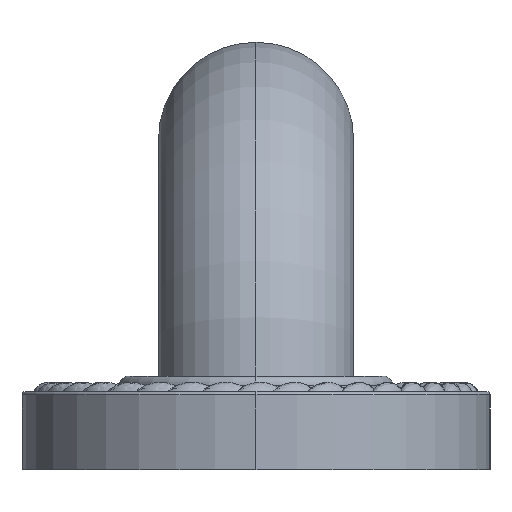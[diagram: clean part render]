
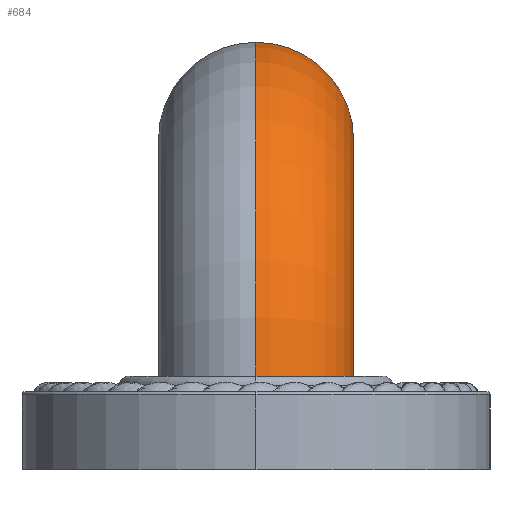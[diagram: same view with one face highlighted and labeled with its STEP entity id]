
A CAD part, left-side view. The second image highlights one B-rep face of the part: STEP entity #684.
In plain terms, the highlighted toroidal (fillet/blend) face has major radius 41.275 mm and minor radius 15.875 mm.
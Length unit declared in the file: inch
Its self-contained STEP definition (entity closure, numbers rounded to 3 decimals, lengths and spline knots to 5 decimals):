
#100=CARTESIAN_POINT('',(-9.62231,0.,0.6));
#132=CARTESIAN_POINT('',(-8.36893,0.,0.6));
#134=CARTESIAN_POINT('',(-7.375,0.,0.49));
#135=DIRECTION('',(0.,1.,0.));
#136=DIRECTION('',(-0.994,0.,0.11));
#137=AXIS2_PLACEMENT_3D('',#134,#135,#136);
#139=CARTESIAN_POINT('',(-8.36893,0.,0.6));
#140=CARTESIAN_POINT('',(-8.36893,-0.02179,0.6));
#141=CARTESIAN_POINT('',(-8.37121,-0.0651,0.6));
#142=CARTESIAN_POINT('',(-8.38145,-0.12972,0.6));
#143=CARTESIAN_POINT('',(-8.39837,-0.19275,0.6));
#144=CARTESIAN_POINT('',(-8.4219,-0.25393,0.6));
#145=CARTESIAN_POINT('',(-8.45162,-0.31217,0.6));
#146=CARTESIAN_POINT('',(-8.48747,-0.36729,0.6));
#147=CARTESIAN_POINT('',(-8.52874,-0.41818,0.6));
#148=CARTESIAN_POINT('',(-8.57537,-0.46475,0.6));
#149=CARTESIAN_POINT('',(-8.6264,-0.50603,0.6));
#150=CARTESIAN_POINT('',(-8.68175,-0.54194,0.6));
#151=CARTESIAN_POINT('',(-8.7403,-0.57175,0.6));
#152=CARTESIAN_POINT('',(-8.80189,-0.59538,0.6));
#153=CARTESIAN_POINT('',(-8.8654,-0.61239,0.6));
#154=CARTESIAN_POINT('',(-8.93047,-0.6227,0.6));
#155=CARTESIAN_POINT('',(-8.99616,-0.62614,0.6));
#156=CARTESIAN_POINT('',(-9.06183,-0.62272,0.6));
#157=CARTESIAN_POINT('',(-9.12682,-0.61244,0.6));
#158=CARTESIAN_POINT('',(-9.19022,-0.59548,0.6));
#159=CARTESIAN_POINT('',(-9.25166,-0.57192,0.6));
#160=CARTESIAN_POINT('',(-9.31005,-0.5422,0.6));
#161=CARTESIAN_POINT('',(-9.36523,-0.50639,0.6));
#162=CARTESIAN_POINT('',(-9.41611,-0.46523,0.6));
#163=CARTESIAN_POINT('',(-9.46261,-0.41876,0.6));
#164=CARTESIAN_POINT('',(-9.50379,-0.36794,0.6));
#165=CARTESIAN_POINT('',(-9.53959,-0.31286,0.6));
#166=CARTESIAN_POINT('',(-9.56929,-0.2546,0.6));
#167=CARTESIAN_POINT('',(-9.59282,-0.19332,0.6));
#168=CARTESIAN_POINT('',(-9.60976,-0.13014,0.6));
#169=CARTESIAN_POINT('',(-9.62003,-0.06533,0.6));
#170=CARTESIAN_POINT('',(-9.62231,-0.02187,0.6));
#171=CARTESIAN_POINT('',(-9.62231,0.,0.6));
#173=CARTESIAN_POINT('',(-7.375,0.,0.49));
#174=DIRECTION('',(0.,1.,0.));
#175=DIRECTION('',(-0.999,0.,0.049));
#176=AXIS2_PLACEMENT_3D('',#173,#174,#175);
#187=CARTESIAN_POINT('',(-7.375,0.,2.115));
#188=DIRECTION('',(1.,0.,0.));
#189=DIRECTION('',(0.,0.,1.));
#190=AXIS2_PLACEMENT_3D('',#187,#188,#189);
#582=CARTESIAN_POINT('',(-7.375,0.,1.49));
#583=CARTESIAN_POINT('',(-7.375,0.,2.74));
#584=VERTEX_POINT('',#582);
#585=VERTEX_POINT('',#583);
#590=VERTEX_POINT('',#100);
#591=VERTEX_POINT('',#132);
#671=CARTESIAN_POINT('',(-7.375,0.,0.49));
#672=DIRECTION('',(0.,1.,0.));
#673=DIRECTION('',(1.,0.,0.));
#674=AXIS2_PLACEMENT_3D('',#671,#672,#673);
#675=TOROIDAL_SURFACE('',#674,1.625,0.625);
#677=ORIENTED_EDGE('',*,*,#676,.T.);
#678=ORIENTED_EDGE('',*,*,#666,.T.);
#680=ORIENTED_EDGE('',*,*,#679,.T.);
#681=ORIENTED_EDGE('',*,*,#662,.F.);
#682=EDGE_LOOP('',(#677,#678,#680,#681));
#683=FACE_OUTER_BOUND('',#682,.F.);
#684=ADVANCED_FACE('',(#683),#675,.T.);
#138=CIRCLE('',#137,1.);
#172=B_SPLINE_CURVE_WITH_KNOTS('',3,(#139,#140,#141,#142,#143,#144,#145,#146,
#147,#148,#149,#150,#151,#152,#153,#154,#155,#156,#157,#158,#159,#160,#161,#162,
#163,#164,#165,#166,#167,#168,#169,#170,#171),.UNSPECIFIED.,.F.,.F.,(4,1,1,1,1,
1,1,1,1,1,1,1,1,1,1,1,1,1,1,1,1,1,1,1,1,1,1,1,1,1,4),(0.,0.03333,
0.06667,0.1,0.13333,0.16667,0.2,
0.23333,0.26667,0.3,0.33333,0.36667,
0.4,0.43333,0.46667,0.5,0.53333,
0.56667,0.6,0.63333,0.66667,0.7,
0.73333,0.76667,0.8,0.83333,0.86667,
0.9,0.93333,0.96667,1.),.UNSPECIFIED.);
#177=CIRCLE('',#176,2.25);
#191=CIRCLE('',#190,0.625);
#662=EDGE_CURVE('',#591,#584,#138,.T.);
#666=EDGE_CURVE('',#590,#585,#177,.T.);
#676=EDGE_CURVE('',#591,#590,#172,.T.);
#679=EDGE_CURVE('',#585,#584,#191,.T.);
